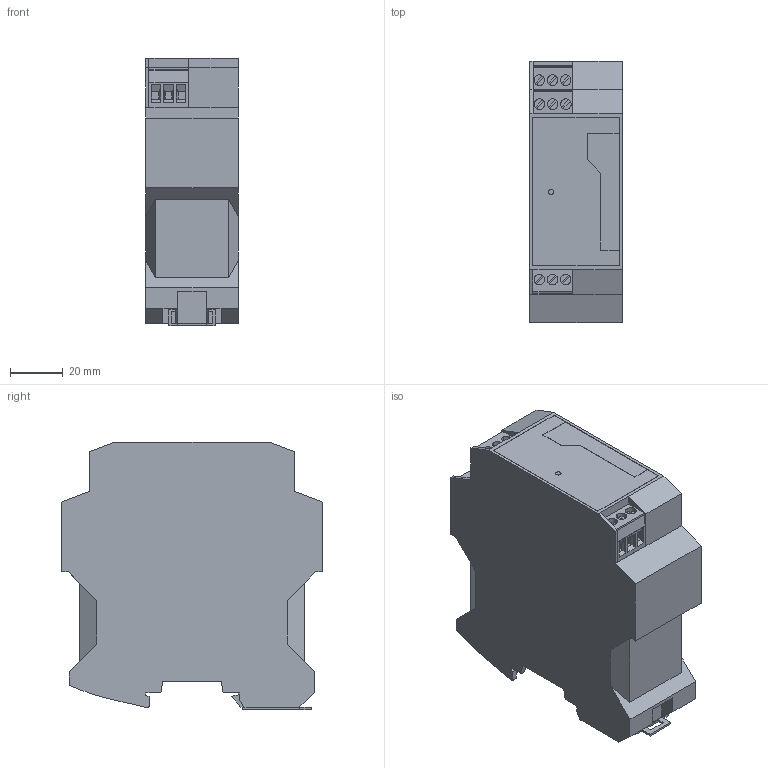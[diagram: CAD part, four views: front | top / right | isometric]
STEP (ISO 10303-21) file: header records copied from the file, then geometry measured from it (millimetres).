
FILE_DESCRIPTION(('Creo Elements/Direct Modeling STEP Export'),'2;1');
FILE_NAME('model.stp','2018-10-23T10:10:21',(''),(''),'Creo Elements/Direct Modeling STEP processor for AP214 (Solid Model)','Creo Elements/Direct Modeling 18.1I 14-Aug-2016 (C) Parametric Technology GmbH','');
FILE_SCHEMA(('AUTOMOTIVE_DESIGN { 1 0 10303 214 1 1 1 1 }'));
Length unit declared in the file: millimetre
Products named in the file (2): MINI_SYS_PS_100_240AC_24DC_1.5_select
Assembly tree (1 placements, depth 2):
  MINI_SYS_PS_100_240AC_24DC_1.5_select
    MINI_SYS_PS_100_240AC_24DC_1.5_select
Bounding box: 35.2 x 99 x 101.3 mm (x, y, z)
Volume: 289854.7 mm3; surface area: 34151.4 mm2
Topology: 1 solids, 1 shells, 409 faces, 1123 edges, 736 vertices
Faces by surface type: plane 382, cylinder 27
Entity records: 15620 total; most frequent: ORIENTED_EDGE 2246, CARTESIAN_POINT 2203, DIRECTION 1912, EDGE_CURVE 1123, VECTOR 1022, LINE 1022, VERTEX_POINT 736, AXIS2_PLACEMENT_3D 445
